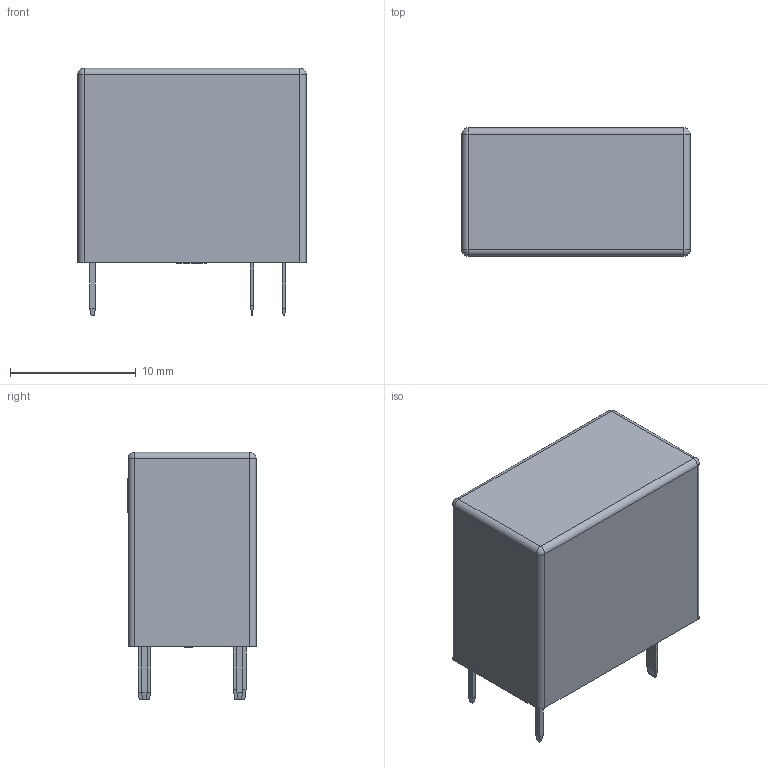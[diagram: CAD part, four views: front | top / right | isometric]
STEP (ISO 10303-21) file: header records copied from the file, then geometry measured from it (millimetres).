
FILE_DESCRIPTION (( 'STEP AP214' ), '1' );
FILE_NAME ('RELAY-TH_RJ-SS-XXXXMX.step', '2022-07-09T14:04:34', ( '' ), ( '' ), 'SwSTEP 2.0', 'SolidWorks 2020', '' );
FILE_SCHEMA (( 'AUTOMOTIVE_DESIGN' ));
Length unit declared in the file: millimetre
Products named in the file (1): RELAY-TH_RJ-SS-XXXXMX
Bounding box: 18.2 x 10.21 x 19.7 mm (x, y, z)
Volume: 2875 mm3; surface area: 1264.4 mm2
Topology: 10 solids, 10 shells, 344 faces, 891 edges, 582 vertices
Faces by surface type: plane 220, bspline 112, cylinder 8, sphere 4
Entity records: 14760 total; most frequent: CARTESIAN_POINT 3918, ORIENTED_EDGE 1774, DIRECTION 1141, EDGE_CURVE 887, VECTOR 643, LINE 643, VERTEX_POINT 582, EDGE_LOOP 367
